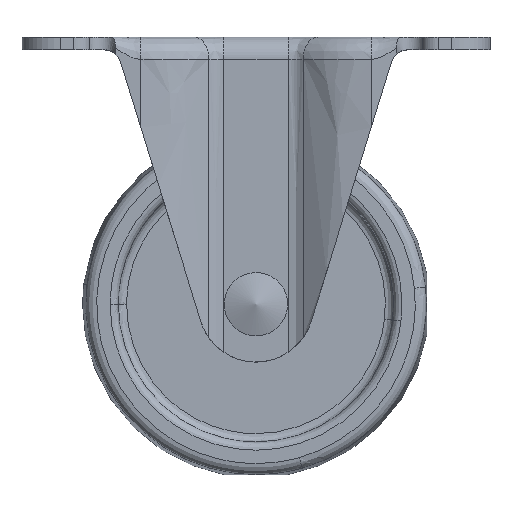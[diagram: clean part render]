
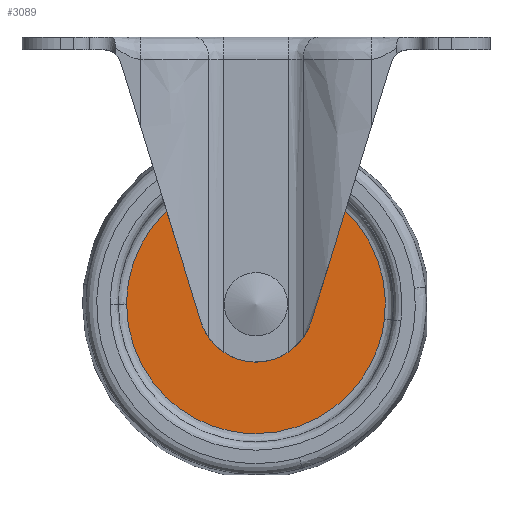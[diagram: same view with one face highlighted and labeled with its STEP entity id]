
A CAD part, front view. The second image highlights one B-rep face of the part: STEP entity #3089.
In plain terms, the highlighted free-form (B-spline) face has degree [1, 1] with [2, 2] control points.
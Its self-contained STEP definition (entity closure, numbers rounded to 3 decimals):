
#2472=CARTESIAN_POINT('',(-23.5,-5.0,-48.5));
#2473=VERTEX_POINT('',#2472);
#2487=CARTESIAN_POINT('',(0.0,-5.0,-25.0));
#2488=VERTEX_POINT('',#2487);
#2489=CARTESIAN_POINT('',(0.0,-5.0,-25.0));
#2490=CARTESIAN_POINT('',(-23.5,-5.0,-25.));
#2491=CARTESIAN_POINT('',(-23.5,-5.0,-48.5));
#2499=(BOUNDED_CURVE()B_SPLINE_CURVE(2,(#2489,#2490,#2491),.UNSPECIFIED.,.F.,.U.)B_SPLINE_CURVE_WITH_KNOTS((3,3),(0.5,0.75),.UNSPECIFIED.)CURVE()GEOMETRIC_REPRESENTATION_ITEM()RATIONAL_B_SPLINE_CURVE((1.0,0.707,1.))REPRESENTATION_ITEM(''));
#2500=EDGE_CURVE('',#2488,#2473,#2499,.T.);
#2502=CARTESIAN_POINT('',(23.343,-5.0,-51.213));
#2503=VERTEX_POINT('',#2502);
#2504=CARTESIAN_POINT('',(23.343,-5.0,-51.213));
#2505=CARTESIAN_POINT('',(23.5,-5.,-49.861));
#2506=CARTESIAN_POINT('',(23.5,-5.0,-48.5));
#2507=CARTESIAN_POINT('',(23.5,-5.,-25.0));
#2508=CARTESIAN_POINT('',(0.0,-5.0,-25.0));
#2516=(BOUNDED_CURVE()B_SPLINE_CURVE(2,(#2504,#2505,#2506,#2507,#2508),.UNSPECIFIED.,.F.,.U.)B_SPLINE_CURVE_WITH_KNOTS((3,2,3),(0.23,0.25,0.5),.UNSPECIFIED.)CURVE()GEOMETRIC_REPRESENTATION_ITEM()RATIONAL_B_SPLINE_CURVE((0.957,0.977,1.0,0.707,1.0))REPRESENTATION_ITEM(''));
#2517=EDGE_CURVE('',#2503,#2488,#2516,.T.);
#2561=CARTESIAN_POINT('',(0.0,-5.0,-72.));
#2562=VERTEX_POINT('',#2561);
#2563=CARTESIAN_POINT('',(0.0,-5.0,-72.));
#2564=CARTESIAN_POINT('',(20.927,-5.0,-72.));
#2565=CARTESIAN_POINT('',(23.343,-5.0,-51.213));
#2573=(BOUNDED_CURVE()B_SPLINE_CURVE(2,(#2563,#2564,#2565),.UNSPECIFIED.,.F.,.U.)B_SPLINE_CURVE_WITH_KNOTS((3,3),(0.0,0.23),.UNSPECIFIED.)CURVE()GEOMETRIC_REPRESENTATION_ITEM()RATIONAL_B_SPLINE_CURVE((1.0,0.731,0.957))REPRESENTATION_ITEM(''));
#2574=EDGE_CURVE('',#2562,#2503,#2573,.T.);
#2576=CARTESIAN_POINT('',(-23.5,-5.,-48.5));
#2577=CARTESIAN_POINT('',(-23.5,-5.,-72.0));
#2578=CARTESIAN_POINT('',(0.0,-5.0,-72.));
#2586=(BOUNDED_CURVE()B_SPLINE_CURVE(2,(#2576,#2577,#2578),.UNSPECIFIED.,.F.,.U.)B_SPLINE_CURVE_WITH_KNOTS((3,3),(0.75,1.0),.UNSPECIFIED.)CURVE()GEOMETRIC_REPRESENTATION_ITEM()RATIONAL_B_SPLINE_CURVE((1.0,0.707,1.0))REPRESENTATION_ITEM(''));
#2587=EDGE_CURVE('',#2473,#2562,#2586,.T.);
#2617=CARTESIAN_POINT('',(-10.22,-5.,-49.272));
#2618=VERTEX_POINT('',#2617);
#2619=CARTESIAN_POINT('',(0.0,-5.0,-58.749));
#2620=VERTEX_POINT('',#2619);
#2621=CARTESIAN_POINT('',(-10.22,-5.,-49.272));
#2622=CARTESIAN_POINT('',(-9.504,-5.0,-58.749));
#2623=CARTESIAN_POINT('',(0.0,-5.0,-58.749));
#2631=(BOUNDED_CURVE()B_SPLINE_CURVE(2,(#2621,#2622,#2623),.UNSPECIFIED.,.F.,.U.)B_SPLINE_CURVE_WITH_KNOTS((3,3),(0.763,1.0),.UNSPECIFIED.)CURVE()GEOMETRIC_REPRESENTATION_ITEM()RATIONAL_B_SPLINE_CURVE((0.971,0.722,1.0))REPRESENTATION_ITEM(''));
#2632=EDGE_CURVE('',#2618,#2620,#2631,.T.);
#2634=CARTESIAN_POINT('',(10.22,-5.,-47.728));
#2635=VERTEX_POINT('',#2634);
#2636=CARTESIAN_POINT('',(0.0,-5.0,-58.749));
#2637=CARTESIAN_POINT('',(10.249,-5.,-58.749));
#2638=CARTESIAN_POINT('',(10.249,-5.0,-48.5));
#2639=CARTESIAN_POINT('',(10.249,-5.0,-48.113));
#2640=CARTESIAN_POINT('',(10.22,-5.,-47.728));
#2648=(BOUNDED_CURVE()B_SPLINE_CURVE(2,(#2636,#2637,#2638,#2639,#2640),.UNSPECIFIED.,.F.,.U.)B_SPLINE_CURVE_WITH_KNOTS((3,2,3),(0.0,0.25,0.263),.UNSPECIFIED.)CURVE()GEOMETRIC_REPRESENTATION_ITEM()RATIONAL_B_SPLINE_CURVE((1.0,0.707,1.0,0.985,0.971))REPRESENTATION_ITEM(''));
#2649=EDGE_CURVE('',#2620,#2635,#2648,.T.);
#2706=CARTESIAN_POINT('',(0.0,-5.0,-38.251));
#2707=VERTEX_POINT('',#2706);
#2708=CARTESIAN_POINT('',(0.0,-5.0,-38.251));
#2709=CARTESIAN_POINT('',(-10.249,-5.,-38.251));
#2710=CARTESIAN_POINT('',(-10.249,-5.0,-48.5));
#2711=CARTESIAN_POINT('',(-10.249,-5.,-48.887));
#2712=CARTESIAN_POINT('',(-10.22,-5.,-49.272));
#2720=(BOUNDED_CURVE()B_SPLINE_CURVE(2,(#2708,#2709,#2710,#2711,#2712),.UNSPECIFIED.,.F.,.U.)B_SPLINE_CURVE_WITH_KNOTS((3,2,3),(0.5,0.75,0.763),.UNSPECIFIED.)CURVE()GEOMETRIC_REPRESENTATION_ITEM()RATIONAL_B_SPLINE_CURVE((1.0,0.707,1.0,0.985,0.971))REPRESENTATION_ITEM(''));
#2721=EDGE_CURVE('',#2707,#2618,#2720,.T.);
#2728=CARTESIAN_POINT('',(10.22,-5.,-47.728));
#2729=CARTESIAN_POINT('',(9.504,-5.0,-38.251));
#2730=CARTESIAN_POINT('',(0.0,-5.0,-38.251));
#2738=(BOUNDED_CURVE()B_SPLINE_CURVE(2,(#2728,#2729,#2730),.UNSPECIFIED.,.F.,.U.)B_SPLINE_CURVE_WITH_KNOTS((3,3),(0.263,0.5),.UNSPECIFIED.)CURVE()GEOMETRIC_REPRESENTATION_ITEM()RATIONAL_B_SPLINE_CURVE((0.971,0.722,1.0))REPRESENTATION_ITEM(''));
#2739=EDGE_CURVE('',#2635,#2707,#2738,.T.);
#3072=CARTESIAN_POINT('',(-25.848,-5.0,-22.652));
#3073=CARTESIAN_POINT('',(-25.848,-5.0,-74.348));
#3074=CARTESIAN_POINT('',(25.848,-5.0,-22.652));
#3075=CARTESIAN_POINT('',(25.848,-5.0,-74.348));
#3076=B_SPLINE_SURFACE_WITH_KNOTS('',1,1,((#3072,#3074),(#3073,#3075)),.UNSPECIFIED.,.F.,.F.,.U.,(2,2),(2,2),(0.0,51.695),(0.0,51.695),.UNSPECIFIED.);
#3077=ORIENTED_EDGE('',*,*,#2574,.T.);
#3078=ORIENTED_EDGE('',*,*,#2517,.T.);
#3079=ORIENTED_EDGE('',*,*,#2500,.T.);
#3080=ORIENTED_EDGE('',*,*,#2587,.T.);
#3081=EDGE_LOOP('',(#3077,#3078,#3079,#3080));
#3082=FACE_OUTER_BOUND('',#3081,.T.);
#3083=ORIENTED_EDGE('',*,*,#2649,.F.);
#3084=ORIENTED_EDGE('',*,*,#2632,.F.);
#3085=ORIENTED_EDGE('',*,*,#2721,.F.);
#3086=ORIENTED_EDGE('',*,*,#2739,.F.);
#3087=EDGE_LOOP('',(#3083,#3084,#3085,#3086));
#3088=FACE_BOUND('',#3087,.T.);
#3089=ADVANCED_FACE('',(#3082,#3088),#3076,.T.);
